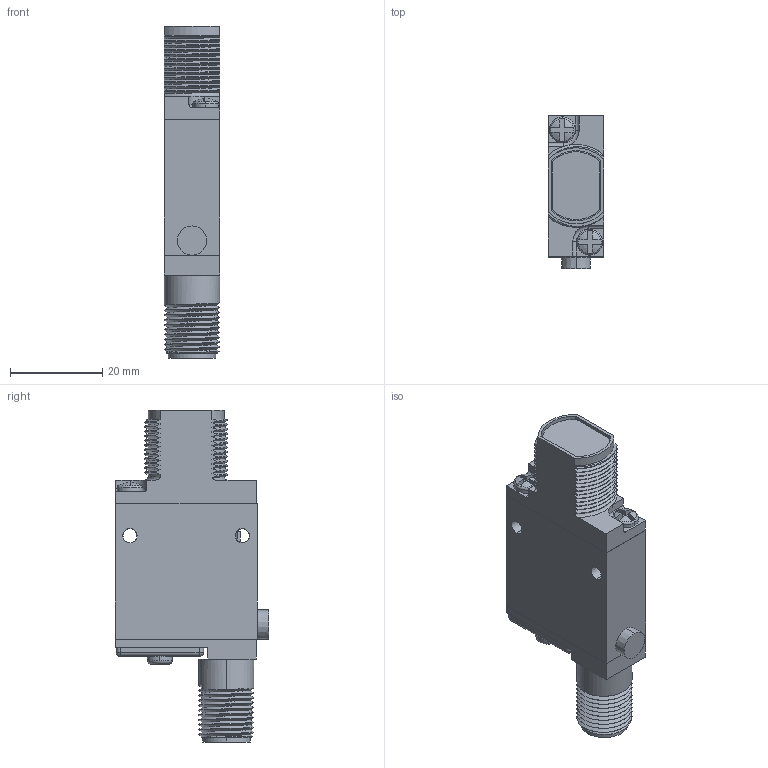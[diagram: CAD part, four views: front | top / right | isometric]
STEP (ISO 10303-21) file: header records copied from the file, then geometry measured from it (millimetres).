
FILE_DESCRIPTION((''),'2;1');
FILE_NAME('154446_SM01_ASM','2025-10-13T13:57:07',('banengservice'),('BANNER ENGINEERING'),'CREO PARAMETRIC BY PTC INC, 2022414','CREO PARAMETRIC BY PTC INC, 2022414','');
FILE_SCHEMA(('CONFIG_CONTROL_DESIGN'));
Length unit declared in the file: millimetre
Products named in the file (2): 154446_EP01; 154446_SM01_ASM
Assembly tree (1 placements, depth 2):
  154446_SM01_ASM
    154446_EP01
Bounding box: 12.09 x 33.32 x 72.12 mm (x, y, z)
Volume: 18139.8 mm3; surface area: 7052.8 mm2
Topology: 1 solids, 1 shells, 316 faces, 866 edges, 562 vertices
Faces by surface type: bspline 102, cylinder 94, plane 87, cone 15, torus 10, sphere 8
Entity records: 19881 total; most frequent: CARTESIAN_POINT 12550, ORIENTED_EDGE 1732, DIRECTION 1182, EDGE_CURVE 866, VERTEX_POINT 562, AXIS2_PLACEMENT_3D 410, VECTOR 362, LINE 362
